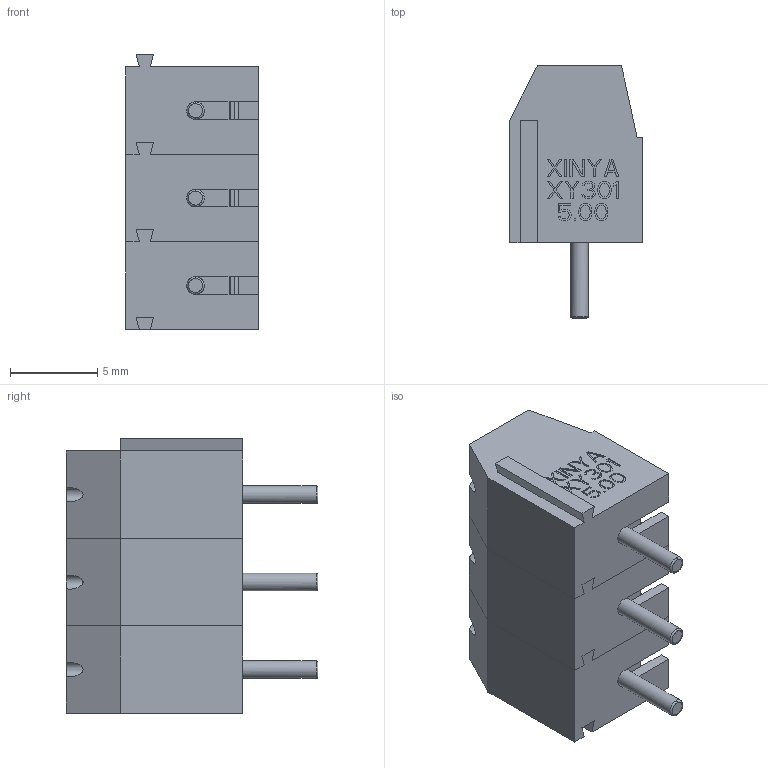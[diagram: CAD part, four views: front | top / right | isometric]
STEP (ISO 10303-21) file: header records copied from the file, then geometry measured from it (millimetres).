
FILE_DESCRIPTION(('STEP AP203'), '1');
FILE_NAME('xy301', '2023-02-17T10:53:57', ('ava'), (''), 'ASCON STEP Converter 1.3', 'ASCON Math Kernel', '');
FILE_SCHEMA(('CONFIG_CONTROL_DESIGN'));
Length unit declared in the file: millimetre
Products named in the file (5): 5; 6; 7; 8; 9
Assembly tree (5 placements, depth 3):
  5
    6  x2
      7
      8
      9
Bounding box: 7.6 x 14.4 x 15.7 mm (x, y, z)
Volume: 1150.8 mm3; surface area: 2394.4 mm2
Topology: 6 solids, 6 shells, 990 faces, 2652 edges, 1716 vertices
Faces by surface type: plane 790, cylinder 112, sphere 48, torus 24, bspline 16
Full cylindrical faces by diameter (mm): 0.8 x4, 1 x4, 3.2 x4, 3.4 x4
Entity records: 17037 total; most frequent: CARTESIAN_POINT 3978, ORIENTED_EDGE 2636, DIRECTION 2324, EDGE_CURVE 1318, LINE 1136, VECTOR 1136, VERTEX_POINT 858, AXIS2_PLACEMENT_3D 594
